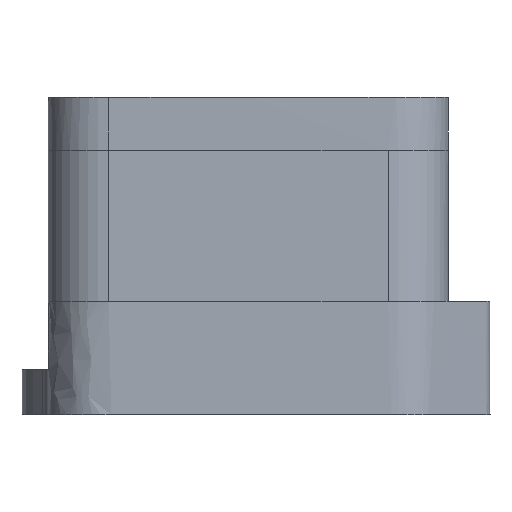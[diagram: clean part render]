
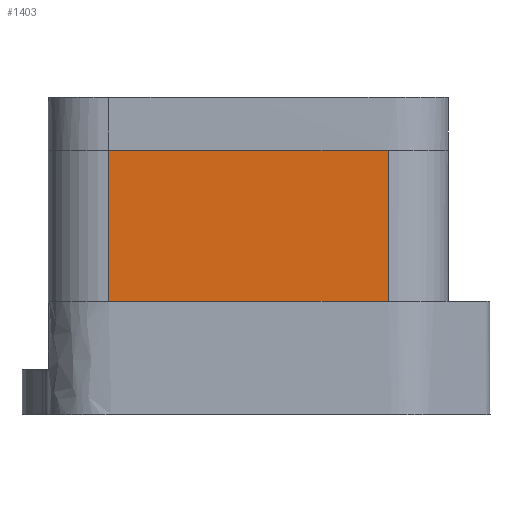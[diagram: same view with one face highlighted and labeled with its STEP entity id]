
A CAD part, front view. The second image highlights one B-rep face of the part: STEP entity #1403.
In plain terms, the highlighted planar face has unit normal (0, -1, 0).
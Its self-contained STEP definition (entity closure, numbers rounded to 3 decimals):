
#68=PLANE('',#1539);
#104=FACE_OUTER_BOUND('',#183,.T.);
#183=EDGE_LOOP('',(#1023,#1024,#1025,#1026));
#268=LINE('',#2666,#353);
#272=LINE('',#2697,#357);
#273=LINE('',#2698,#358);
#274=LINE('',#2699,#359);
#353=VECTOR('',#1780,10.);
#357=VECTOR('',#1812,10.);
#358=VECTOR('',#1813,10.);
#359=VECTOR('',#1814,10.);
#595=VERTEX_POINT('',#2614);
#601=VERTEX_POINT('',#2665);
#613=VERTEX_POINT('',#2695);
#614=VERTEX_POINT('',#2696);
#766=EDGE_CURVE('',#601,#595,#268,.T.);
#781=EDGE_CURVE('',#613,#614,#272,.T.);
#782=EDGE_CURVE('',#613,#601,#273,.T.);
#783=EDGE_CURVE('',#614,#595,#274,.T.);
#1023=ORIENTED_EDGE('',*,*,#781,.F.);
#1024=ORIENTED_EDGE('',*,*,#782,.T.);
#1025=ORIENTED_EDGE('',*,*,#766,.T.);
#1026=ORIENTED_EDGE('',*,*,#783,.F.);
#1403=ADVANCED_FACE('',(#104),#68,.T.);
#1539=AXIS2_PLACEMENT_3D('',#2694,#1810,#1811);
#1780=DIRECTION('',(-1.,0.,0.));
#1810=DIRECTION('center_axis',(0.,-1.,0.));
#1811=DIRECTION('ref_axis',(0.,0.,-1.));
#1812=DIRECTION('',(-1.,0.,0.));
#1813=DIRECTION('',(0.,0.,1.));
#1814=DIRECTION('',(0.,0.,1.));
#2614=CARTESIAN_POINT('',(101.5,0.,35.));
#2665=CARTESIAN_POINT('',(138.5,0.,35.));
#2666=CARTESIAN_POINT('',(138.5,0.,35.));
#2694=CARTESIAN_POINT('Origin',(120.,0.,56.));
#2695=CARTESIAN_POINT('',(138.5,0.,15.));
#2696=CARTESIAN_POINT('',(101.5,0.,15.));
#2697=CARTESIAN_POINT('',(138.5,0.,15.));
#2698=CARTESIAN_POINT('',(138.5,0.,15.));
#2699=CARTESIAN_POINT('',(101.5,0.,15.));
